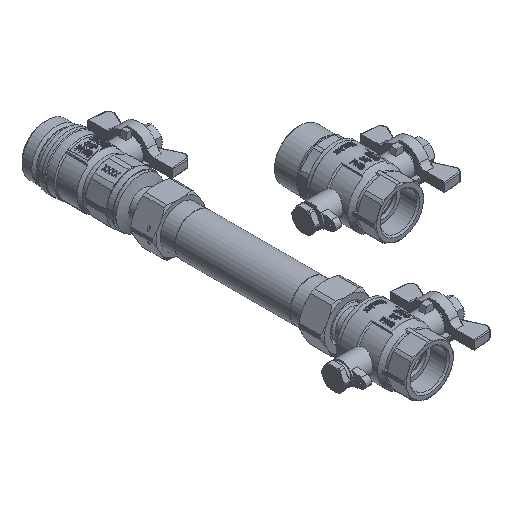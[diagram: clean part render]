
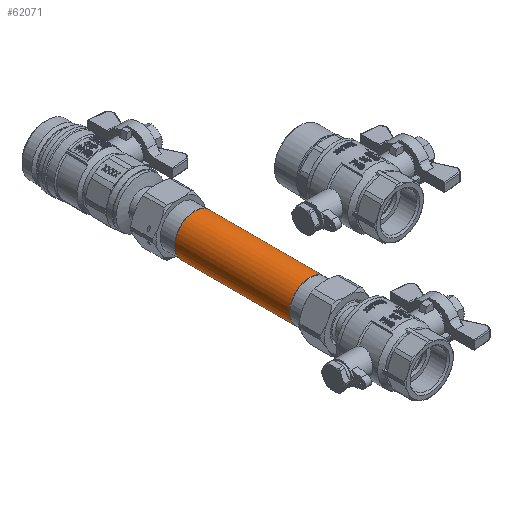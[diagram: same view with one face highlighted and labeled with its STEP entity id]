
A CAD part, isometric view. The second image highlights one B-rep face of the part: STEP entity #62071.
In plain terms, the highlighted cylindrical face has radius 13.45 mm (diameter 26.9 mm), a full revolution.
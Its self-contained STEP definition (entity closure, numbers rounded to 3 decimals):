
#14367=ORIENTED_EDGE('',*,*,#32097,.T.);
#14368=ORIENTED_EDGE('',*,*,#32098,.F.);
#32097=EDGE_CURVE('',#40962,#40962,#46948,.T.);
#32098=EDGE_CURVE('',#40963,#40963,#46949,.T.);
#40962=VERTEX_POINT('',#93455);
#40963=VERTEX_POINT('',#93457);
#46948=CIRCLE('',#65539,13.45);
#46949=CIRCLE('',#65540,13.45);
#48230=EDGE_LOOP('',(#14367));
#48231=EDGE_LOOP('',(#14368));
#51990=FACE_BOUND('',#48230,.T.);
#51991=FACE_BOUND('',#48231,.T.);
#55753=CYLINDRICAL_SURFACE('',#65538,13.45);
#62071=ADVANCED_FACE('',(#51990,#51991),#55753,.T.);
#65538=AXIS2_PLACEMENT_3D('',#93453,#73640,#73641);
#65539=AXIS2_PLACEMENT_3D('',#93454,#73642,#73643);
#65540=AXIS2_PLACEMENT_3D('',#93456,#73644,#73645);
#73640=DIRECTION('',(0.,1.,0.));
#73641=DIRECTION('',(0.,0.,1.));
#73642=DIRECTION('',(0.,1.,0.));
#73643=DIRECTION('',(1.,0.,0.));
#73644=DIRECTION('',(0.,1.,0.));
#73645=DIRECTION('',(0.,0.,-1.));
#93453=CARTESIAN_POINT('',(0.,-55.,0.));
#93454=CARTESIAN_POINT('',(0.,-38.,0.));
#93455=CARTESIAN_POINT('',(13.45,-38.,0.));
#93456=CARTESIAN_POINT('',(0.,38.,0.));
#93457=CARTESIAN_POINT('',(0.,38.,-13.45));
